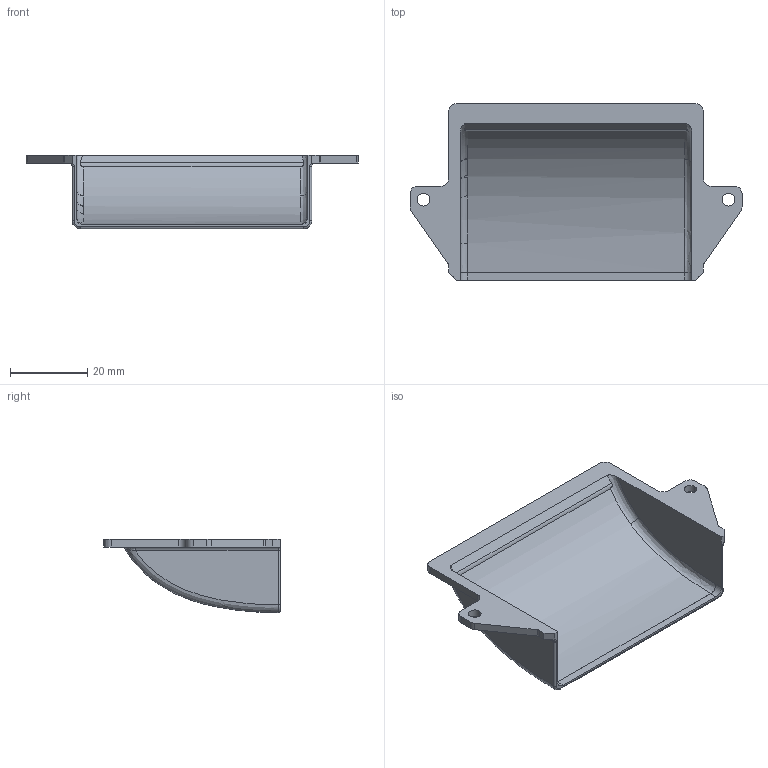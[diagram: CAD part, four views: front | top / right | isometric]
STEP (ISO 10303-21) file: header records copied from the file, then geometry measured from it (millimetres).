
FILE_DESCRIPTION (( 'STEP AP203' ), '1' );
FILE_NAME ('Air-Duct-Internal.STEP', '2022-03-03T18:09:52', ( 'Cyborg' ), ( '' ), 'SwSTEP 2.0', 'SolidWorks 2019', '' );
FILE_SCHEMA (( 'CONFIG_CONTROL_DESIGN' ));
Length unit declared in the file: millimetre
Products named in the file (1): Air-Duct-Internal
Bounding box: 86 x 45.73 x 19 mm (x, y, z)
Volume: 5520.1 mm3; surface area: 9683.9 mm2
Topology: 1 solids, 1 shells, 65 faces, 179 edges, 116 vertices
Faces by surface type: cylinder 23, plane 23, bspline 17, torus 2
Entity records: 2998 total; most frequent: CARTESIAN_POINT 1360, ORIENTED_EDGE 358, DIRECTION 288, EDGE_CURVE 179, VERTEX_POINT 116, AXIS2_PLACEMENT_3D 102, VECTOR 84, LINE 84
